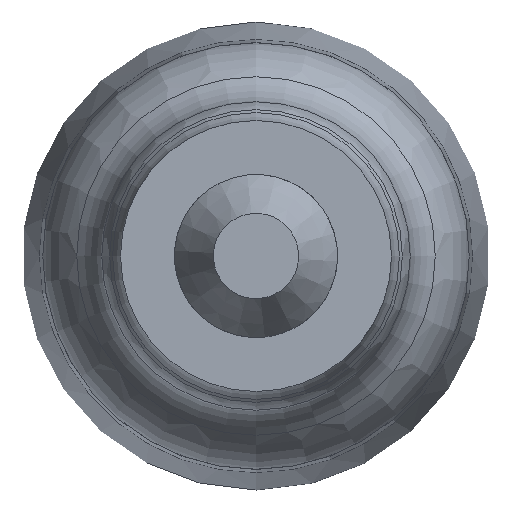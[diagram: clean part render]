
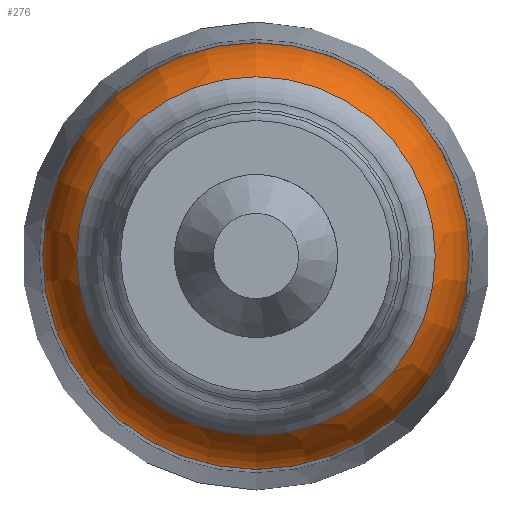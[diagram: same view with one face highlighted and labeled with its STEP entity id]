
A CAD part, left-side view. The second image highlights one B-rep face of the part: STEP entity #276.
In plain terms, the highlighted toroidal (fillet/blend) face has major radius 0.343 mm and minor radius 0.483 mm.
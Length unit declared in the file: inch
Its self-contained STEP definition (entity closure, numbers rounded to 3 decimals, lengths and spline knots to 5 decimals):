
#29 = ORIENTED_EDGE ( 'NONE', *, *, #558, .T. ) ;
#68 = CIRCLE ( 'NONE', #351, 0.02732 ) ;
#116 = FACE_OUTER_BOUND ( 'NONE', #677, .T. ) ;
#124 = DIRECTION ( 'NONE',  ( 0., 0., 1. ) ) ;
#156 = CARTESIAN_POINT ( 'NONE',  ( 0.10161, 0., 0. ) ) ;
#166 = DIRECTION ( 'NONE',  ( -1., 0., 0. ) ) ;
#178 = EDGE_CURVE ( 'NONE', #594, #594, #68, .T. ) ;
#186 = AXIS2_PLACEMENT_3D ( 'NONE', #432, #166, #489 ) ;
#242 = EDGE_LOOP ( 'NONE', ( #29 ) ) ;
#263 = VERTEX_POINT ( 'NONE', #271 ) ;
#265 = ORIENTED_EDGE ( 'NONE', *, *, #178, .F. ) ;
#268 = AXIS2_PLACEMENT_3D ( 'NONE', #532, #431, #124 ) ;
#271 = CARTESIAN_POINT ( 'NONE',  ( 0.11464, 0., 0.0325 ) ) ;
#276 = ADVANCED_FACE ( 'NONE', ( #116, #645 ), #633, .T. ) ;
#340 = CIRCLE ( 'NONE', #186, 0.0325 ) ;
#351 = AXIS2_PLACEMENT_3D ( 'NONE', #156, #353, #581 ) ;
#353 = DIRECTION ( 'NONE',  ( -1., 0., 0. ) ) ;
#431 = DIRECTION ( 'NONE',  ( -1., 0., 0. ) ) ;
#432 = CARTESIAN_POINT ( 'NONE',  ( 0.11464, 0., 0. ) ) ;
#489 = DIRECTION ( 'NONE',  ( 0., 0., 1. ) ) ;
#532 = CARTESIAN_POINT ( 'NONE',  ( 0.11465, 0., 0. ) ) ;
#535 = CARTESIAN_POINT ( 'NONE',  ( 0.10161, 0., 0.02732 ) ) ;
#558 = EDGE_CURVE ( 'NONE', #263, #263, #340, .T. ) ;
#581 = DIRECTION ( 'NONE',  ( 0., 0., 1. ) ) ;
#594 = VERTEX_POINT ( 'NONE', #535 ) ;
#633 = TOROIDAL_SURFACE ( 'NONE', #268, 0.0135, 0.019 ) ;
#645 = FACE_OUTER_BOUND ( 'NONE', #242, .T. ) ;
#677 = EDGE_LOOP ( 'NONE', ( #265 ) ) ;
